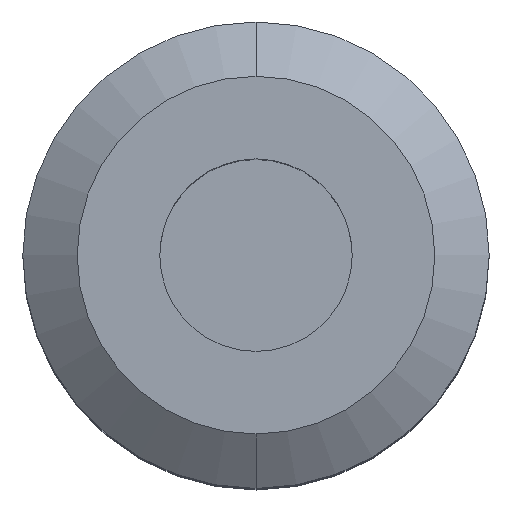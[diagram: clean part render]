
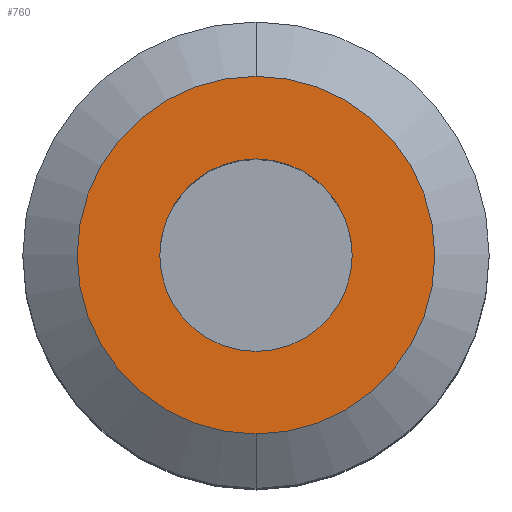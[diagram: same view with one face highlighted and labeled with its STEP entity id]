
A CAD part, top view. The second image highlights one B-rep face of the part: STEP entity #760.
In plain terms, the highlighted planar face has unit normal (0, 0, 1).
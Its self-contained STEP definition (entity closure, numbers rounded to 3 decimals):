
#5 = AXIS2_PLACEMENT_3D ( 'NONE', #848, #955, #947 ) ;
#36 = FACE_OUTER_BOUND ( 'NONE', #666, .T. ) ;
#131 = VERTEX_POINT ( 'NONE', #1168 ) ;
#150 = CARTESIAN_POINT ( 'NONE',  ( 0., 24.151, 125. ) ) ;
#163 = CIRCLE ( 'NONE', #933, 13. ) ;
#222 = EDGE_CURVE ( 'NONE', #131, #1267, #1336, .T. ) ;
#328 = CARTESIAN_POINT ( 'NONE',  ( 0., -13., 125. ) ) ;
#360 = ORIENTED_EDGE ( 'NONE', *, *, #222, .T. ) ;
#394 = AXIS2_PLACEMENT_3D ( 'NONE', #1003, #1118, #678 ) ;
#416 = FACE_BOUND ( 'NONE', #1179, .T. ) ;
#492 = DIRECTION ( 'NONE',  ( 0., 0., -1. ) ) ;
#570 = AXIS2_PLACEMENT_3D ( 'NONE', #1289, #1067, #716 ) ;
#666 = EDGE_LOOP ( 'NONE', ( #780, #1263 ) ) ;
#678 = DIRECTION ( 'NONE',  ( 0., 1., 0. ) ) ;
#698 = EDGE_CURVE ( 'NONE', #1391, #883, #1418, .T. ) ;
#716 = DIRECTION ( 'NONE',  ( 0., 1., 0. ) ) ;
#760 = ADVANCED_FACE ( 'NONE', ( #416, #36 ), #1038, .T. ) ;
#780 = ORIENTED_EDGE ( 'NONE', *, *, #857, .F. ) ;
#817 = CARTESIAN_POINT ( 'NONE',  ( 0., 24.151, 125. ) ) ;
#848 = CARTESIAN_POINT ( 'NONE',  ( 0., 0., 125. ) ) ;
#857 = EDGE_CURVE ( 'NONE', #883, #1391, #945, .T. ) ;
#883 = VERTEX_POINT ( 'NONE', #817 ) ;
#903 = EDGE_CURVE ( 'NONE', #1267, #131, #163, .T. ) ;
#932 = CARTESIAN_POINT ( 'NONE',  ( 0., 0., 125. ) ) ;
#933 = AXIS2_PLACEMENT_3D ( 'NONE', #932, #492, #1396 ) ;
#945 = CIRCLE ( 'NONE', #570, 24.151 ) ;
#947 = DIRECTION ( 'NONE',  ( 0., 1., 0. ) ) ;
#955 = DIRECTION ( 'NONE',  ( 0., 0., -1. ) ) ;
#1003 = CARTESIAN_POINT ( 'NONE',  ( 0., 0., 125. ) ) ;
#1015 = DIRECTION ( 'NONE',  ( 0., 0., 1. ) ) ;
#1038 = PLANE ( 'NONE',  #1195 ) ;
#1061 = CARTESIAN_POINT ( 'NONE',  ( 0., -24.151, 125. ) ) ;
#1066 = ORIENTED_EDGE ( 'NONE', *, *, #903, .T. ) ;
#1067 = DIRECTION ( 'NONE',  ( 0., 0., -1. ) ) ;
#1118 = DIRECTION ( 'NONE',  ( 0., 0., -1. ) ) ;
#1168 = CARTESIAN_POINT ( 'NONE',  ( 0., 13., 125. ) ) ;
#1179 = EDGE_LOOP ( 'NONE', ( #360, #1066 ) ) ;
#1195 = AXIS2_PLACEMENT_3D ( 'NONE', #150, #1015, #1265 ) ;
#1263 = ORIENTED_EDGE ( 'NONE', *, *, #698, .F. ) ;
#1265 = DIRECTION ( 'NONE',  ( 0., -1., 0. ) ) ;
#1267 = VERTEX_POINT ( 'NONE', #328 ) ;
#1289 = CARTESIAN_POINT ( 'NONE',  ( 0., 0., 125. ) ) ;
#1336 = CIRCLE ( 'NONE', #5, 13. ) ;
#1391 = VERTEX_POINT ( 'NONE', #1061 ) ;
#1396 = DIRECTION ( 'NONE',  ( 0., 1., 0. ) ) ;
#1418 = CIRCLE ( 'NONE', #394, 24.151 ) ;
